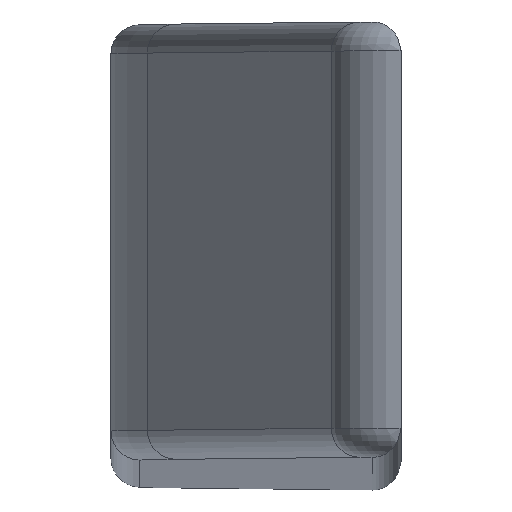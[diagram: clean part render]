
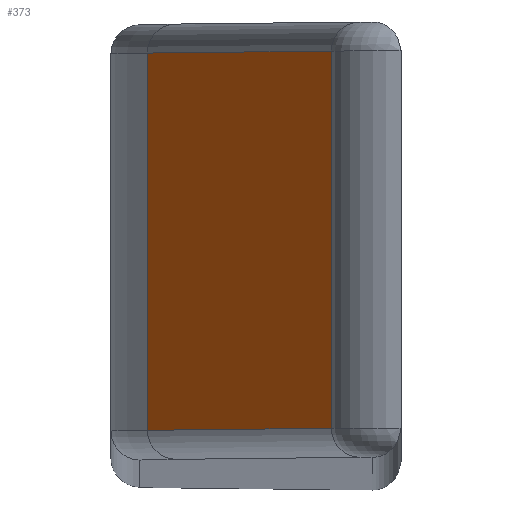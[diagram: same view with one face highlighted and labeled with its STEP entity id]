
A CAD part, top view. The second image highlights one B-rep face of the part: STEP entity #373.
In plain terms, the highlighted planar face has unit normal (-0.987, 0, 0.158).
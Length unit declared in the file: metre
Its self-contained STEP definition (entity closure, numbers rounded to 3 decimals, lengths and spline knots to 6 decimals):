
#76=ORIENTED_EDGE('',*,*,#188,.T.);
#77=ORIENTED_EDGE('',*,*,#189,.T.);
#78=ORIENTED_EDGE('',*,*,#190,.T.);
#79=ORIENTED_EDGE('',*,*,#191,.T.);
#188=EDGE_CURVE('',#244,#245,#276,.T.);
#189=EDGE_CURVE('',#245,#246,#277,.F.);
#190=EDGE_CURVE('',#246,#247,#278,.F.);
#191=EDGE_CURVE('',#247,#244,#279,.T.);
#244=VERTEX_POINT('',#627);
#245=VERTEX_POINT('',#628);
#246=VERTEX_POINT('',#630);
#247=VERTEX_POINT('',#632);
#276=LINE('',#626,#300);
#277=LINE('',#629,#301);
#278=LINE('',#631,#302);
#279=LINE('',#633,#303);
#300=VECTOR('',#485,1.);
#301=VECTOR('',#486,1.);
#302=VECTOR('',#487,1.);
#303=VECTOR('',#488,1.);
#315=EDGE_LOOP('',(#76,#77,#78,#79));
#341=FACE_BOUND('',#315,.T.);
#367=PLANE('',#412);
#373=ADVANCED_FACE('',(#341),#367,.T.);
#412=AXIS2_PLACEMENT_3D('',#625,#483,#484);
#483=DIRECTION('',(-0.987,0.,0.158));
#484=DIRECTION('',(0.158,0.,0.987));
#485=DIRECTION('',(0.,1.,0.));
#486=DIRECTION('',(0.158,0.,0.987));
#487=DIRECTION('',(0.,1.,0.));
#488=DIRECTION('',(0.158,0.,0.987));
#625=CARTESIAN_POINT('',(-0.0012,-0.003,0.065));
#626=CARTESIAN_POINT('',(-0.000481,0.,0.069495));
#627=CARTESIAN_POINT('',(-0.000481,-0.0028,0.069495));
#628=CARTESIAN_POINT('',(-0.000481,-0.0002,0.069495));
#629=CARTESIAN_POINT('',(-0.001749,-0.0002,0.06157));
#630=CARTESIAN_POINT('',(-0.001749,-0.0002,0.06157));
#631=CARTESIAN_POINT('',(-0.001749,-0.003,0.06157));
#632=CARTESIAN_POINT('',(-0.001749,-0.0028,0.06157));
#633=CARTESIAN_POINT('',(-0.0012,-0.0028,0.065));
